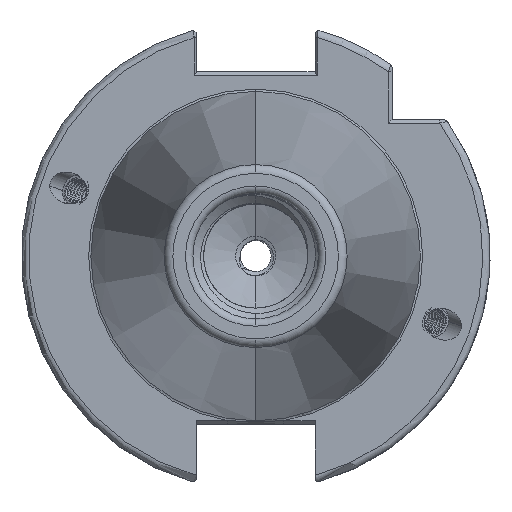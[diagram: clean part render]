
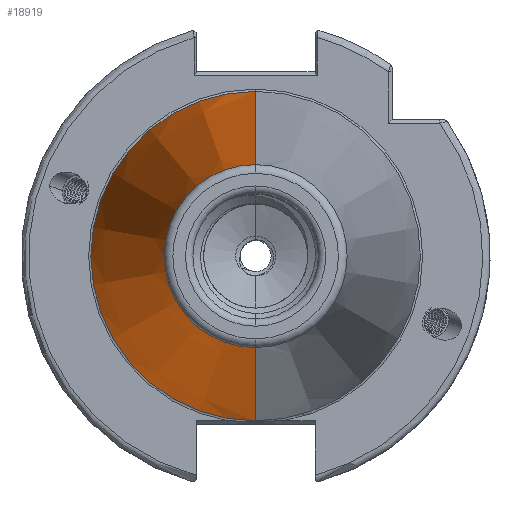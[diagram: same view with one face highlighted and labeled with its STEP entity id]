
A CAD part, left-side view. The second image highlights one B-rep face of the part: STEP entity #18919.
In plain terms, the highlighted conical face has half-angle 8.297 degrees and reference radius 22.692 mm.
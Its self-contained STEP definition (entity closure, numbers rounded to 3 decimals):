
#62 = DIRECTION ( 'NONE',  ( 0.99, 0., -0.144 ) ) ;
#73 = CARTESIAN_POINT ( 'NONE',  ( -2.5, 0., 0. ) ) ;
#84 = DIRECTION ( 'NONE',  ( 1., 0., 0. ) ) ;
#96 = DIRECTION ( 'NONE',  ( 0., 0., -1. ) ) ;
#97 = CARTESIAN_POINT ( 'NONE',  ( 0., 0., -22.692 ) ) ;
#204 = DIRECTION ( 'NONE',  ( 0., 0., 1. ) ) ;
#228 = DIRECTION ( 'NONE',  ( 1., 0., 0. ) ) ;
#230 = CARTESIAN_POINT ( 'NONE',  ( -70.573, 0., 0. ) ) ;
#349 = DIRECTION ( 'NONE',  ( 0.99, 0., 0.144 ) ) ;
#375 = CARTESIAN_POINT ( 'NONE',  ( 0., 0., 22.692 ) ) ;
#2566 = CARTESIAN_POINT ( 'NONE',  ( -2.5, 0., -22.327 ) ) ;
#2604 = CARTESIAN_POINT ( 'NONE',  ( -70.573, 0., 12.4 ) ) ;
#2606 = CARTESIAN_POINT ( 'NONE',  ( -70.573, 0., -12.4 ) ) ;
#2615 = CARTESIAN_POINT ( 'NONE',  ( -2.5, 0., 22.327 ) ) ;
#5407 = AXIS2_PLACEMENT_3D ( 'NONE', #13141, #13145, #13111 ) ;
#13111 = DIRECTION ( 'NONE',  ( 0., 0., -1. ) ) ;
#13141 = CARTESIAN_POINT ( 'NONE',  ( 0., 0., 0. ) ) ;
#13145 = DIRECTION ( 'NONE',  ( 1., 0., 0. ) ) ;
#15166 = LINE ( 'NONE', #375, #15222 ) ;
#15173 = LINE ( 'NONE', #97, #15209 ) ;
#15192 = CIRCLE ( 'NONE', #17809, 12.4 ) ;
#15204 = CIRCLE ( 'NONE', #17802, 22.327 ) ;
#15209 = VECTOR ( 'NONE', #62, 1000. ) ;
#15222 = VECTOR ( 'NONE', #349, 1000. ) ;
#16001 = FACE_OUTER_BOUND ( 'NONE', #19200, .T. ) ;
#16020 = CONICAL_SURFACE ( 'NONE', #5407, 22.692, 0.145 ) ;
#16299 = VERTEX_POINT ( 'NONE', #2566 ) ;
#16341 = VERTEX_POINT ( 'NONE', #2604 ) ;
#16342 = VERTEX_POINT ( 'NONE', #2606 ) ;
#16362 = VERTEX_POINT ( 'NONE', #2615 ) ;
#17329 = EDGE_CURVE ( 'NONE', #16342, #16299, #15173, .T. ) ;
#17333 = EDGE_CURVE ( 'NONE', #16299, #16362, #15204, .T. ) ;
#17348 = EDGE_CURVE ( 'NONE', #16342, #16341, #15192, .T. ) ;
#17380 = EDGE_CURVE ( 'NONE', #16341, #16362, #15166, .T. ) ;
#17802 = AXIS2_PLACEMENT_3D ( 'NONE', #73, #84, #96 ) ;
#17809 = AXIS2_PLACEMENT_3D ( 'NONE', #230, #228, #204 ) ;
#18919 = ADVANCED_FACE ( 'NONE', ( #16001 ), #16020, .T. ) ;
#18925 = ORIENTED_EDGE ( 'NONE', *, *, #17333, .F. ) ;
#18932 = ORIENTED_EDGE ( 'NONE', *, *, #17380, .T. ) ;
#18937 = ORIENTED_EDGE ( 'NONE', *, *, #17348, .T. ) ;
#18983 = ORIENTED_EDGE ( 'NONE', *, *, #17329, .F. ) ;
#19200 = EDGE_LOOP ( 'NONE', ( #18937, #18932, #18925, #18983 ) ) ;
